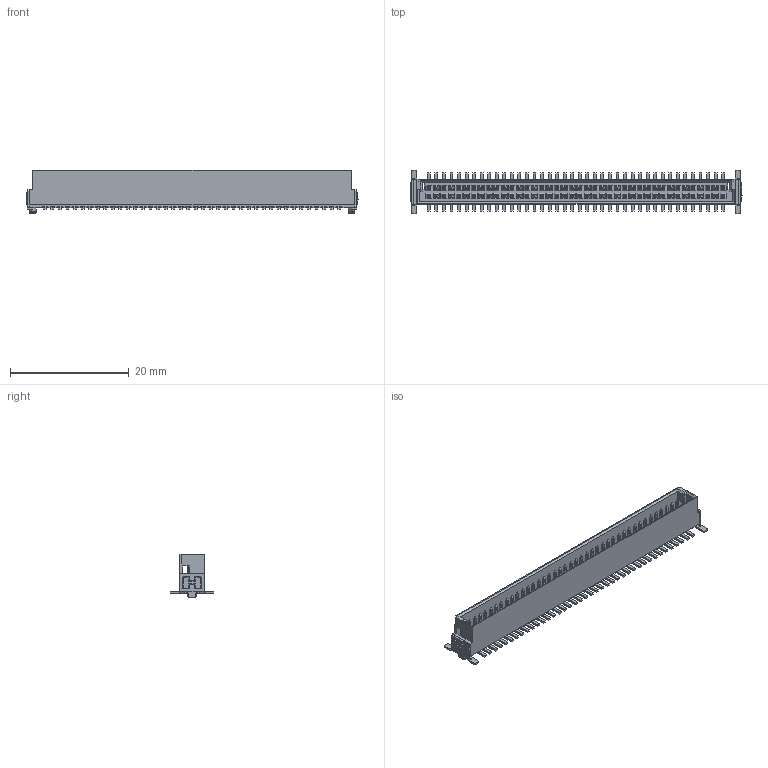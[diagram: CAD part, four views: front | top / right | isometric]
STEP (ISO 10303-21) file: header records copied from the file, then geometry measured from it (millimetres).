
FILE_DESCRIPTION(('CATIA V5 STEP Exchange','CAx-IF Rec.Pracs.--- Model Styling and Organization---1.4--- 2014-01-23'),'2;1');
FILE_NAME ('D1463896_0_2747060000_2747060000.stp','2020-10-05T13:09:44+00:00',('none'),('Weidmueller'),'CATIA Version 5-6 Release 2016 SP3 HF44','CATIA V5 STEP AP214','none');
FILE_SCHEMA(('AUTOMOTIVE_DESIGN { 1 0 10303 214 1 1 1 1 }'));
Products named in the file (1): 2747060000
Bounding box: 55.88 x 7.38 x 7.38 mm (x, y, z)
Volume: 602.9 mm3; surface area: 2637.4 mm2
Topology: 1 solids, 1 shells, 3691 faces, 10022 edges, 6555 vertices
Faces by surface type: plane 2423, cylinder 814, bspline 252, torus 177, cone 25
Entity records: 139638 total; most frequent: CARTESIAN_POINT 54375, ORIENTED_EDGE 20036, DIRECTION 12901, EDGE_CURVE 10018, VECTOR 7017, LINE 7017, VERTEX_POINT 6556, EDGE_LOOP 3934
